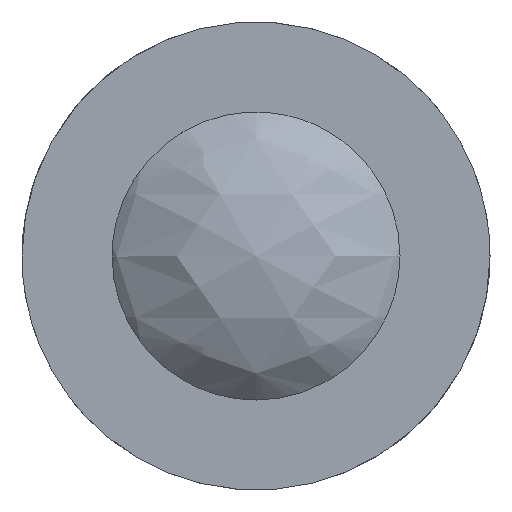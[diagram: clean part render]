
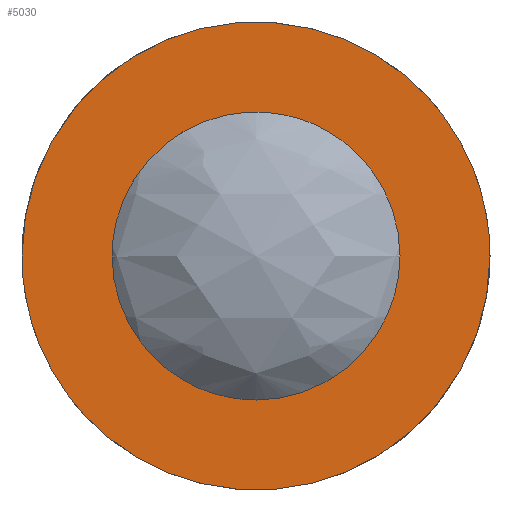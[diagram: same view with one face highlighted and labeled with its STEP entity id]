
A CAD part, left-side view. The second image highlights one B-rep face of the part: STEP entity #5030.
In plain terms, the highlighted free-form (B-spline) face has degree [1, 1] with [2, 2] control points.
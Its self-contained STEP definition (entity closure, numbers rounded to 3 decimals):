
#4170 = CARTESIAN_POINT ('', (0., 0., -8.));
#4180 = VERTEX_POINT ('', #4170);
#4240 = CARTESIAN_POINT ('', (0., -8., 0.));
#4250 = VERTEX_POINT ('', #4240);
#4260 = CARTESIAN_POINT ('', (0., 0., -8.));
#4270 = CARTESIAN_POINT ('', (0., -4., -8.));
#4280 = CARTESIAN_POINT ('', (0., -8., -5.333));
#4290 = CARTESIAN_POINT ('', (0., -8., 0.));
#4300 = (
   BOUNDED_CURVE ()
   B_SPLINE_CURVE (3, (#4260, #4270, #4280, #4290), .UNSPECIFIED., .F., .U.)
   B_SPLINE_CURVE_WITH_KNOTS ((4, 4), (0., 1.), .UNSPECIFIED.)
   CURVE ()
   GEOMETRIC_REPRESENTATION_ITEM ()
   RATIONAL_B_SPLINE_CURVE ((1., 0.667, 0.5, 0.5))
   REPRESENTATION_ITEM ('')
);
#4310 = EDGE_CURVE ('', #4180, #4250, #4300, .T.);
#4330 = CARTESIAN_POINT ('', (0., 8., 0.));
#4340 = VERTEX_POINT ('', #4330);
#4350 = CARTESIAN_POINT ('', (0., -8., 0.));
#4360 = CARTESIAN_POINT ('', (0., -8., 5.333));
#4370 = CARTESIAN_POINT ('', (0., -4., 8.));
#4380 = CARTESIAN_POINT ('', (0., 0., 8.));
#4390 = CARTESIAN_POINT ('', (0., 4., 8.));
#4400 = CARTESIAN_POINT ('', (0., 8., 5.333));
#4410 = CARTESIAN_POINT ('', (0., 8., 0.));
#4420 = (
   BOUNDED_CURVE ()
   B_SPLINE_CURVE (3, (#4350, #4360, #4370, #4380, #4390, #4400, #4410), .UNSPECIFIED., .F., .U.)
   B_SPLINE_CURVE_WITH_KNOTS ((4, 3, 4), (0., 0.5, 1.), .UNSPECIFIED.)
   CURVE ()
   GEOMETRIC_REPRESENTATION_ITEM ()
   RATIONAL_B_SPLINE_CURVE ((0.5, 0.5, 0.667, 1., 0.667, 0.5, 0.5))
   REPRESENTATION_ITEM ('')
);
#4430 = EDGE_CURVE ('', #4250, #4340, #4420, .T.);
#4450 = CARTESIAN_POINT ('', (0., 8., 0.));
#4460 = CARTESIAN_POINT ('', (0., 8., -5.333));
#4470 = CARTESIAN_POINT ('', (0., 4., -8.));
#4480 = CARTESIAN_POINT ('', (0., 0., -8.));
#4490 = (
   BOUNDED_CURVE ()
   B_SPLINE_CURVE (3, (#4450, #4460, #4470, #4480), .UNSPECIFIED., .F., .U.)
   B_SPLINE_CURVE_WITH_KNOTS ((4, 4), (0., 1.), .UNSPECIFIED.)
   CURVE ()
   GEOMETRIC_REPRESENTATION_ITEM ()
   RATIONAL_B_SPLINE_CURVE ((0.5, 0.5, 0.667, 1.))
   REPRESENTATION_ITEM ('')
);
#4500 = EDGE_CURVE ('', #4340, #4180, #4490, .T.);
#4730 = CARTESIAN_POINT ('', (0., -13., 0.));
#4740 = VERTEX_POINT ('', #4730);
#4750 = CARTESIAN_POINT ('', (0., 13., 0.));
#4760 = VERTEX_POINT ('', #4750);
#4770 = CARTESIAN_POINT ('', (0., -13., 0.));
#4780 = CARTESIAN_POINT ('', (0., -13., -26.));
#4790 = CARTESIAN_POINT ('', (0., 13., -26.));
#4800 = CARTESIAN_POINT ('', (0., 13., 0.));
#4810 = (
   BOUNDED_CURVE ()
   B_SPLINE_CURVE (3, (#4770, #4780, #4790, #4800), .UNSPECIFIED., .F., .U.)
   B_SPLINE_CURVE_WITH_KNOTS ((4, 4), (0., 1.), .UNSPECIFIED.)
   CURVE ()
   GEOMETRIC_REPRESENTATION_ITEM ()
   RATIONAL_B_SPLINE_CURVE ((1., 0.333, 0.333, 1.))
   REPRESENTATION_ITEM ('')
);
#4820 = EDGE_CURVE ('', #4740, #4760, #4810, .T.);
#4830 = ORIENTED_EDGE ('', *, *, #4820, .F.);
#4840 = CARTESIAN_POINT ('', (0., 13., 0.));
#4850 = CARTESIAN_POINT ('', (0., 13., 26.));
#4860 = CARTESIAN_POINT ('', (0., -13., 26.));
#4870 = CARTESIAN_POINT ('', (0., -13., 0.));
#4880 = (
   BOUNDED_CURVE ()
   B_SPLINE_CURVE (3, (#4840, #4850, #4860, #4870), .UNSPECIFIED., .F., .U.)
   B_SPLINE_CURVE_WITH_KNOTS ((4, 4), (0., 1.), .UNSPECIFIED.)
   CURVE ()
   GEOMETRIC_REPRESENTATION_ITEM ()
   RATIONAL_B_SPLINE_CURVE ((1., 0.333, 0.333, 1.))
   REPRESENTATION_ITEM ('')
);
#4890 = EDGE_CURVE ('', #4760, #4740, #4880, .T.);
#4900 = ORIENTED_EDGE ('', *, *, #4890, .F.);
#4910 = EDGE_LOOP ('', (#4830, #4900));
#4920 = FACE_OUTER_BOUND ('', #4910, .T.);
#4930 = ORIENTED_EDGE ('', *, *, #4310, .F.);
#4940 = ORIENTED_EDGE ('', *, *, #4500, .F.);
#4950 = ORIENTED_EDGE ('', *, *, #4430, .F.);
#4960 = EDGE_LOOP ('', (#4930, #4940, #4950));
#4970 = FACE_BOUND ('', #4960, .T.);
#4980 = CARTESIAN_POINT ('', (0., -13.156, 13.156));
#4990 = CARTESIAN_POINT ('', (0., -13.156, -13.156));
#5000 = CARTESIAN_POINT ('', (0., 13.156, 13.156));
#5010 = CARTESIAN_POINT ('', (0., 13.156, -13.156));
#5020 = B_SPLINE_SURFACE_WITH_KNOTS ('', 1, 1, ((#4980, #4990), (#5000, #5010)), .UNSPECIFIED., .F., .F., .U., (2, 2), (2, 2), (0., 1.), (0., 1.), .UNSPECIFIED.);
#5030 = ADVANCED_FACE ('', (#4920, #4970), #5020, .T.);
